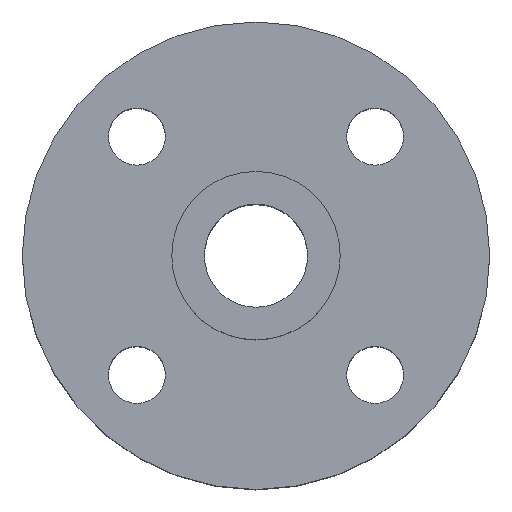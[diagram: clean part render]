
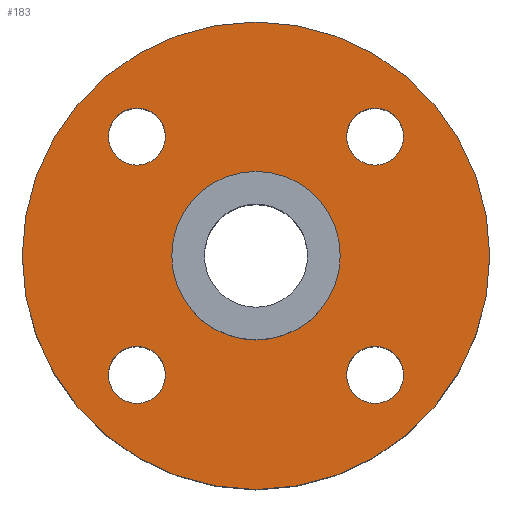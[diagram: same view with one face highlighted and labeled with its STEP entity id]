
A CAD part, top view. The second image highlights one B-rep face of the part: STEP entity #183.
In plain terms, the highlighted planar face has unit normal (0, 0, 1).
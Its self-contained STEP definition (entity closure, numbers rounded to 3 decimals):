
#22=FACE_BOUND('',#55,.T.);
#23=FACE_BOUND('',#56,.T.);
#24=FACE_BOUND('',#57,.T.);
#25=FACE_BOUND('',#58,.T.);
#26=FACE_BOUND('',#59,.T.);
#42=FACE_OUTER_BOUND('',#54,.T.);
#54=EDGE_LOOP('',(#134));
#55=EDGE_LOOP('',(#135));
#56=EDGE_LOOP('',(#136));
#57=EDGE_LOOP('',(#137));
#58=EDGE_LOOP('',(#138));
#59=EDGE_LOOP('',(#139));
#86=CIRCLE('',#198,11.1);
#87=CIRCLE('',#199,4.);
#88=CIRCLE('',#200,1.353);
#89=CIRCLE('',#201,1.353);
#90=CIRCLE('',#202,1.353);
#91=CIRCLE('',#203,1.353);
#102=VERTEX_POINT('',#285);
#103=VERTEX_POINT('',#287);
#104=VERTEX_POINT('',#289);
#105=VERTEX_POINT('',#291);
#106=VERTEX_POINT('',#293);
#107=VERTEX_POINT('',#295);
#118=EDGE_CURVE('',#102,#102,#86,.T.);
#119=EDGE_CURVE('',#103,#103,#87,.T.);
#120=EDGE_CURVE('',#104,#104,#88,.T.);
#121=EDGE_CURVE('',#105,#105,#89,.T.);
#122=EDGE_CURVE('',#106,#106,#90,.T.);
#123=EDGE_CURVE('',#107,#107,#91,.T.);
#134=ORIENTED_EDGE('',*,*,#118,.T.);
#135=ORIENTED_EDGE('',*,*,#119,.F.);
#136=ORIENTED_EDGE('',*,*,#120,.F.);
#137=ORIENTED_EDGE('',*,*,#121,.F.);
#138=ORIENTED_EDGE('',*,*,#122,.F.);
#139=ORIENTED_EDGE('',*,*,#123,.F.);
#166=PLANE('',#197);
#183=ADVANCED_FACE('',(#42,#22,#23,#24,#25,#26),#166,.T.);
#197=AXIS2_PLACEMENT_3D('',#284,#227,#228);
#198=AXIS2_PLACEMENT_3D('',#286,#229,#230);
#199=AXIS2_PLACEMENT_3D('',#288,#231,#232);
#200=AXIS2_PLACEMENT_3D('',#290,#233,#234);
#201=AXIS2_PLACEMENT_3D('',#292,#235,#236);
#202=AXIS2_PLACEMENT_3D('',#294,#237,#238);
#203=AXIS2_PLACEMENT_3D('',#296,#239,#240);
#227=DIRECTION('center_axis',(0.,0.,1.));
#228=DIRECTION('ref_axis',(1.,0.,0.));
#229=DIRECTION('center_axis',(0.,0.,1.));
#230=DIRECTION('ref_axis',(0.,1.,0.));
#231=DIRECTION('center_axis',(0.,0.,1.));
#232=DIRECTION('ref_axis',(1.,0.,0.));
#233=DIRECTION('center_axis',(0.,0.,1.));
#234=DIRECTION('ref_axis',(1.,0.,0.));
#235=DIRECTION('center_axis',(0.,0.,1.));
#236=DIRECTION('ref_axis',(1.,0.,0.));
#237=DIRECTION('center_axis',(0.,0.,1.));
#238=DIRECTION('ref_axis',(1.,0.,0.));
#239=DIRECTION('center_axis',(0.,0.,1.));
#240=DIRECTION('ref_axis',(1.,0.,0.));
#284=CARTESIAN_POINT('Origin',(0.,0.,6.35));
#285=CARTESIAN_POINT('',(0.,11.1,6.35));
#286=CARTESIAN_POINT('Origin',(0.,0.,6.35));
#287=CARTESIAN_POINT('',(-4.,0.,6.35));
#288=CARTESIAN_POINT('Origin',(0.,0.,6.35));
#289=CARTESIAN_POINT('',(4.304,5.657,6.35));
#290=CARTESIAN_POINT('Origin',(5.657,5.657,6.35));
#291=CARTESIAN_POINT('',(-7.009,5.657,6.35));
#292=CARTESIAN_POINT('Origin',(-5.657,5.657,6.35));
#293=CARTESIAN_POINT('',(-7.009,-5.657,6.35));
#294=CARTESIAN_POINT('Origin',(-5.657,-5.657,6.35));
#295=CARTESIAN_POINT('',(4.304,-5.657,6.35));
#296=CARTESIAN_POINT('Origin',(5.657,-5.657,6.35));
